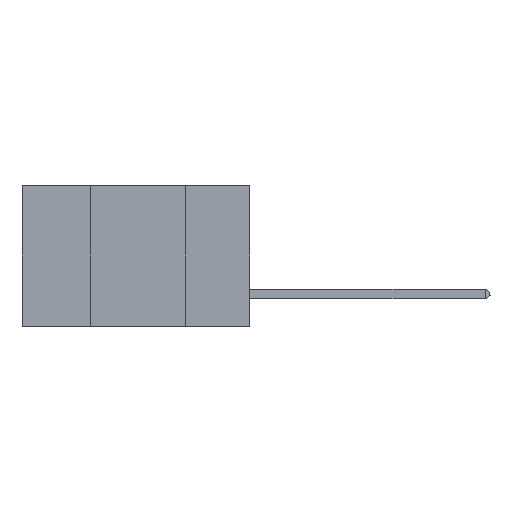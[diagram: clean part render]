
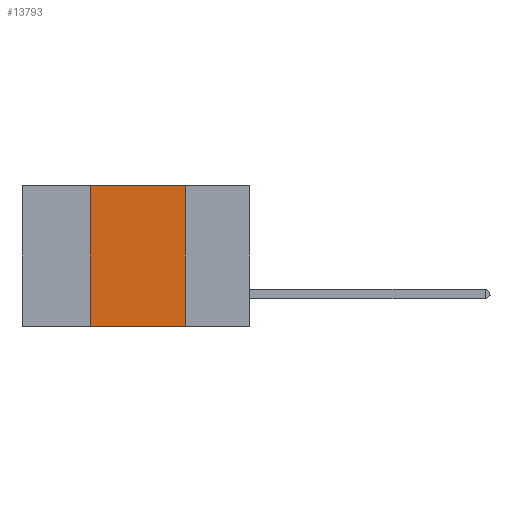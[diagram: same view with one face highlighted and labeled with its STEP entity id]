
A CAD part, left-side view. The second image highlights one B-rep face of the part: STEP entity #13793.
In plain terms, the highlighted planar face has unit normal (-1, 0, 0).
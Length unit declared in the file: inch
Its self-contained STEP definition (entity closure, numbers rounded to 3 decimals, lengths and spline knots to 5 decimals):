
#466 = PLANE ( 'NONE',  #671 ) ;
#671 = AXIS2_PLACEMENT_3D ( 'NONE', #5148, #6698, #3675 ) ;
#1518 = EDGE_CURVE ( 'NONE', #6920, #16191, #11019, .T. ) ;
#1878 = VECTOR ( 'NONE', #16339, 39.37008 ) ;
#2140 = VERTEX_POINT ( 'NONE', #7246 ) ;
#2696 = EDGE_CURVE ( 'NONE', #15952, #2140, #18774, .T. ) ;
#2761 = CARTESIAN_POINT ( 'NONE',  ( 0., 0.17, -0.37 ) ) ;
#3461 = DIRECTION ( 'NONE',  ( 0., -1., 0. ) ) ;
#3675 = DIRECTION ( 'NONE',  ( 0., 0., -1. ) ) ;
#4414 = LINE ( 'NONE', #17163, #9615 ) ;
#5148 = CARTESIAN_POINT ( 'NONE',  ( 0., 0.6, 0. ) ) ;
#6657 = EDGE_CURVE ( 'NONE', #6920, #15952, #11918, .T. ) ;
#6698 = DIRECTION ( 'NONE',  ( 1., 0., 0. ) ) ;
#6920 = VERTEX_POINT ( 'NONE', #14658 ) ;
#7080 = CARTESIAN_POINT ( 'NONE',  ( 0., 0.42, 0. ) ) ;
#7246 = CARTESIAN_POINT ( 'NONE',  ( 0., 0.17, 0. ) ) ;
#7944 = VECTOR ( 'NONE', #11756, 39.37008 ) ;
#9094 = EDGE_LOOP ( 'NONE', ( #20453, #17644, #10948, #19659 ) ) ;
#9615 = VECTOR ( 'NONE', #15336, 39.37008 ) ;
#10948 = ORIENTED_EDGE ( 'NONE', *, *, #6657, .F. ) ;
#11019 = LINE ( 'NONE', #18535, #13011 ) ;
#11756 = DIRECTION ( 'NONE',  ( 0., 0., 1. ) ) ;
#11918 = LINE ( 'NONE', #19826, #7944 ) ;
#13011 = VECTOR ( 'NONE', #3461, 39.37008 ) ;
#13307 = CARTESIAN_POINT ( 'NONE',  ( 0., 0.6, 0. ) ) ;
#13793 = ADVANCED_FACE ( 'NONE', ( #15237 ), #466, .F. ) ;
#14658 = CARTESIAN_POINT ( 'NONE',  ( 0., 0.42, -0.37 ) ) ;
#15237 = FACE_OUTER_BOUND ( 'NONE', #9094, .T. ) ;
#15336 = DIRECTION ( 'NONE',  ( 0., 0., -1. ) ) ;
#15952 = VERTEX_POINT ( 'NONE', #7080 ) ;
#16191 = VERTEX_POINT ( 'NONE', #2761 ) ;
#16255 = EDGE_CURVE ( 'NONE', #2140, #16191, #4414, .T. ) ;
#16339 = DIRECTION ( 'NONE',  ( 0., -1., 0. ) ) ;
#17163 = CARTESIAN_POINT ( 'NONE',  ( 0., 0.17, 0. ) ) ;
#17644 = ORIENTED_EDGE ( 'NONE', *, *, #2696, .F. ) ;
#18535 = CARTESIAN_POINT ( 'NONE',  ( 0., 0.6, -0.37 ) ) ;
#18774 = LINE ( 'NONE', #13307, #1878 ) ;
#19659 = ORIENTED_EDGE ( 'NONE', *, *, #1518, .T. ) ;
#19826 = CARTESIAN_POINT ( 'NONE',  ( 0., 0.42, 0. ) ) ;
#20453 = ORIENTED_EDGE ( 'NONE', *, *, #16255, .F. ) ;
